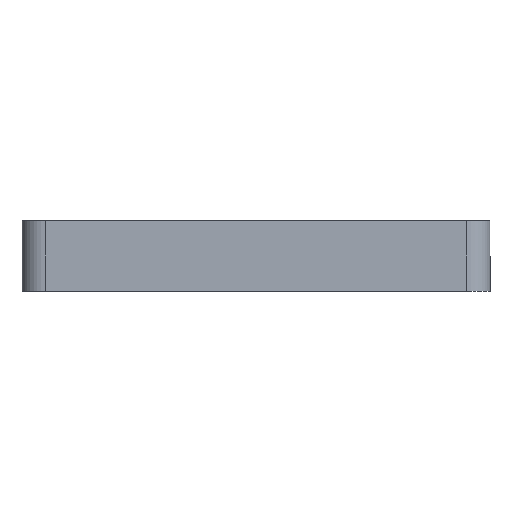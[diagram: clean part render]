
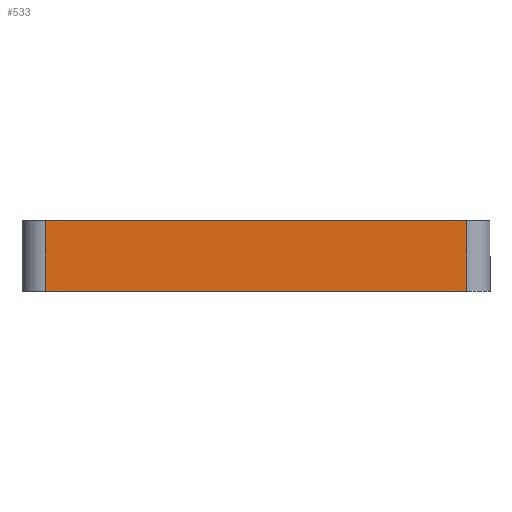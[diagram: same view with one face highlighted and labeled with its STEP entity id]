
A CAD part, left-side view. The second image highlights one B-rep face of the part: STEP entity #533.
In plain terms, the highlighted planar face has unit normal (-1, 0, 0).
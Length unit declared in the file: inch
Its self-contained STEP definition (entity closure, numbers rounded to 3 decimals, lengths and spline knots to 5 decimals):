
#13 = EDGE_CURVE ( 'NONE', #582, #293, #484, .T. ) ;
#17 = PLANE ( 'NONE',  #635 ) ;
#28 = EDGE_CURVE ( 'NONE', #287, #66, #118, .T. ) ;
#66 = VERTEX_POINT ( 'NONE', #230 ) ;
#112 = DIRECTION ( 'NONE',  ( 0., 0., 1. ) ) ;
#118 = LINE ( 'NONE', #642, #663 ) ;
#136 = CARTESIAN_POINT ( 'NONE',  ( -2.1535, 1.25, 0.1875 ) ) ;
#156 = CARTESIAN_POINT ( 'NONE',  ( -2.1535, 1.25, 0.1875 ) ) ;
#165 = ORIENTED_EDGE ( 'NONE', *, *, #28, .F. ) ;
#178 = DIRECTION ( 'NONE',  ( 0., -1., 0. ) ) ;
#179 = FACE_OUTER_BOUND ( 'NONE', #443, .T. ) ;
#215 = EDGE_CURVE ( 'NONE', #287, #293, #651, .T. ) ;
#223 = CARTESIAN_POINT ( 'NONE',  ( -2.1535, -1.125, 0.1875 ) ) ;
#230 = CARTESIAN_POINT ( 'NONE',  ( -2.1535, 1.125, 0.1875 ) ) ;
#235 = VECTOR ( 'NONE', #178, 39.37008 ) ;
#237 = DIRECTION ( 'NONE',  ( 0., 0., -1. ) ) ;
#285 = DIRECTION ( 'NONE',  ( 1., 0., 0. ) ) ;
#287 = VERTEX_POINT ( 'NONE', #507 ) ;
#288 = CARTESIAN_POINT ( 'NONE',  ( -2.1535, -1.125, 0.1875 ) ) ;
#289 = CARTESIAN_POINT ( 'NONE',  ( -2.1535, 0., -0.1875 ) ) ;
#293 = VERTEX_POINT ( 'NONE', #680 ) ;
#332 = VECTOR ( 'NONE', #480, 39.37008 ) ;
#346 = EDGE_CURVE ( 'NONE', #66, #582, #458, .T. ) ;
#414 = ORIENTED_EDGE ( 'NONE', *, *, #215, .T. ) ;
#430 = VECTOR ( 'NONE', #628, 39.37008 ) ;
#443 = EDGE_LOOP ( 'NONE', ( #527, #654, #165, #414 ) ) ;
#458 = LINE ( 'NONE', #156, #430 ) ;
#480 = DIRECTION ( 'NONE',  ( 0., 0., -1. ) ) ;
#484 = LINE ( 'NONE', #223, #332 ) ;
#507 = CARTESIAN_POINT ( 'NONE',  ( -2.1535, 1.125, -0.1875 ) ) ;
#527 = ORIENTED_EDGE ( 'NONE', *, *, #13, .F. ) ;
#533 = ADVANCED_FACE ( 'NONE', ( #179 ), #17, .F. ) ;
#582 = VERTEX_POINT ( 'NONE', #288 ) ;
#628 = DIRECTION ( 'NONE',  ( 0., -1., 0. ) ) ;
#635 = AXIS2_PLACEMENT_3D ( 'NONE', #136, #285, #237 ) ;
#642 = CARTESIAN_POINT ( 'NONE',  ( -2.1535, 1.125, 0.1875 ) ) ;
#651 = LINE ( 'NONE', #289, #235 ) ;
#654 = ORIENTED_EDGE ( 'NONE', *, *, #346, .F. ) ;
#663 = VECTOR ( 'NONE', #112, 39.37008 ) ;
#680 = CARTESIAN_POINT ( 'NONE',  ( -2.1535, -1.125, -0.1875 ) ) ;
